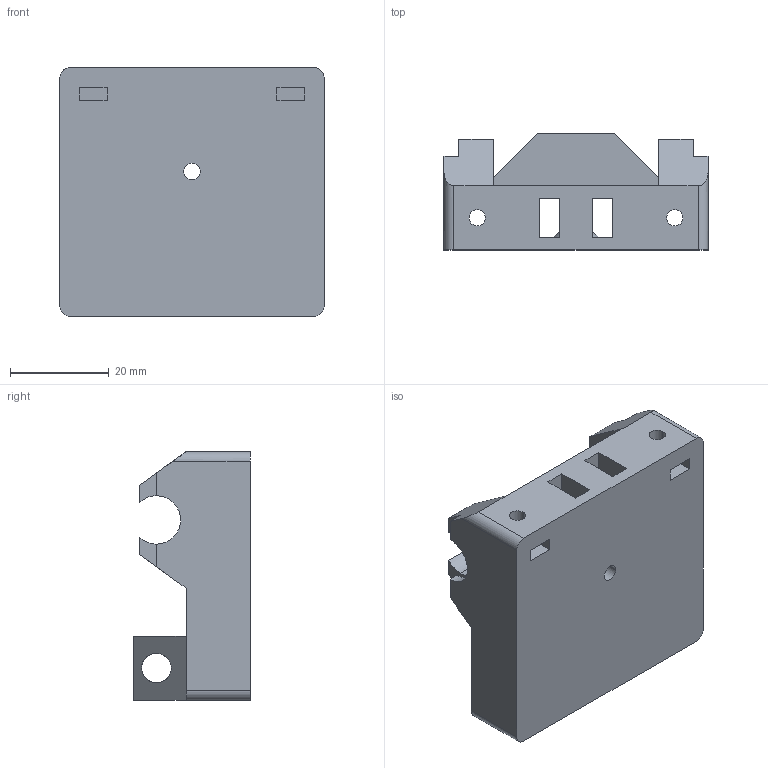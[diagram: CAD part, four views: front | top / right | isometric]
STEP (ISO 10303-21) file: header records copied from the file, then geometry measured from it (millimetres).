
FILE_DESCRIPTION (( 'STEP AP203' ), '1' );
FILE_NAME ('x-end-idler.STEP', '2013-04-18T11:42:16', ( '' ), ( '' ), 'SwSTEP 2.0', 'SolidWorks 2013', '' );
FILE_SCHEMA (( 'CONFIG_CONTROL_DESIGN' ));
Length unit declared in the file: millimetre
Products named in the file (1): x-end-idler
Bounding box: 53.46 x 23.6 x 50.3 mm (x, y, z)
Volume: 30675.5 mm3; surface area: 14926.9 mm2
Topology: 1 solids, 1 shells, 113 faces, 315 edges, 208 vertices
Faces by surface type: plane 71, cylinder 40, cone 2
Entity records: 3744 total; most frequent: CARTESIAN_POINT 655, ORIENTED_EDGE 630, DIRECTION 619, EDGE_CURVE 315, LINE 227, VECTOR 227, VERTEX_POINT 208, AXIS2_PLACEMENT_3D 196
